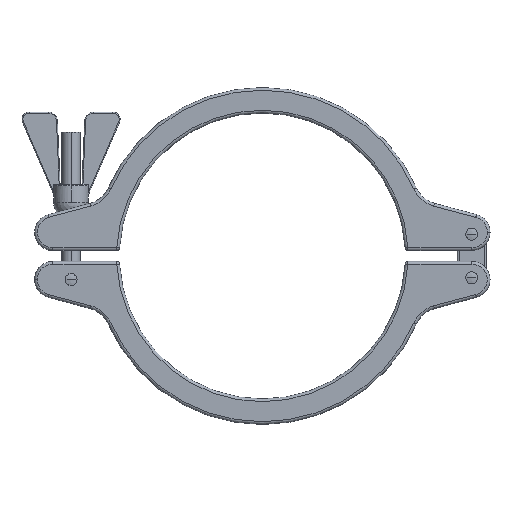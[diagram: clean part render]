
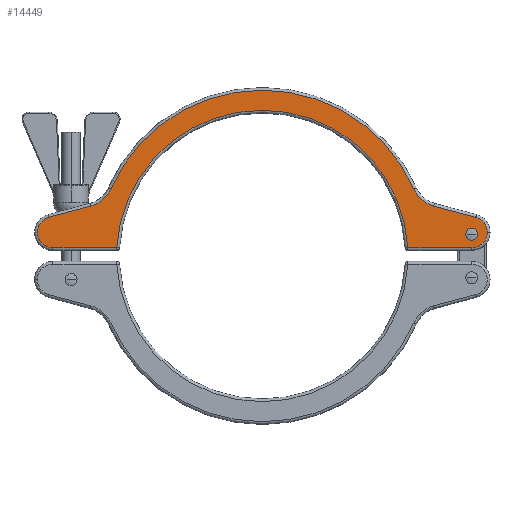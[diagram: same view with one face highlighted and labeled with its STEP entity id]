
A CAD part, top view. The second image highlights one B-rep face of the part: STEP entity #14449.
In plain terms, the highlighted planar face has unit normal (0, 0, 1).
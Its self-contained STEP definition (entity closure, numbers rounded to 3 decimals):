
#151 = CARTESIAN_POINT ( 'NONE',  ( -117.2, 21.21, 12. ) ) ;
#225 = LINE ( 'NONE', #5155, #11215 ) ;
#423 = CARTESIAN_POINT ( 'NONE',  ( 83.278, 36.684, 12. ) ) ;
#461 = LINE ( 'NONE', #6986, #10260 ) ;
#504 = EDGE_CURVE ( 'NONE', #4790, #5766, #3694, .T. ) ;
#645 = EDGE_CURVE ( 'NONE', #9243, #7560, #3974, .T. ) ;
#829 = VECTOR ( 'NONE', #2078, 1000. ) ;
#1067 = AXIS2_PLACEMENT_3D ( 'NONE', #15410, #15330, #6250 ) ;
#1099 = CARTESIAN_POINT ( 'NONE',  ( 123.5, 13., 12. ) ) ;
#1114 = DIRECTION ( 'NONE',  ( 0., 0., -1. ) ) ;
#1343 = ORIENTED_EDGE ( 'NONE', *, *, #10662, .T. ) ;
#1403 = DIRECTION ( 'NONE',  ( 1., 0., 0. ) ) ;
#1445 = ORIENTED_EDGE ( 'NONE', *, *, #12298, .T. ) ;
#1575 = DIRECTION ( 'NONE',  ( 0., 0., 1. ) ) ;
#1671 = CARTESIAN_POINT ( 'NONE',  ( 94.108, 27.398, 12. ) ) ;
#1822 = DIRECTION ( 'NONE',  ( -0.966, 0.259, 0. ) ) ;
#2078 = DIRECTION ( 'NONE',  ( -0.966, -0.259, 0. ) ) ;
#3144 = CIRCLE ( 'NONE', #9894, 16.5 ) ;
#3407 = VECTOR ( 'NONE', #1822, 1000. ) ;
#3410 = CIRCLE ( 'NONE', #14937, 8.5 ) ;
#3512 = VERTEX_POINT ( 'NONE', #9259 ) ;
#3694 = CIRCLE ( 'NONE', #1067, 80. ) ;
#3954 = CIRCLE ( 'NONE', #13344, 8.5 ) ;
#3972 = EDGE_LOOP ( 'NONE', ( #13612, #5570, #1343, #5475, #7562, #1445, #4708, #5364, #6844, #8273, #13678 ) ) ;
#3974 = CIRCLE ( 'NONE', #9626, 91. ) ;
#4060 = CARTESIAN_POINT ( 'NONE',  ( 115., 12., 12. ) ) ;
#4656 = DIRECTION ( 'NONE',  ( 0., 0., -1. ) ) ;
#4697 = CARTESIAN_POINT ( 'NONE',  ( -98.378, 43.336, 12. ) ) ;
#4708 = ORIENTED_EDGE ( 'NONE', *, *, #10477, .T. ) ;
#4790 = VERTEX_POINT ( 'NONE', #13859 ) ;
#4803 = FACE_BOUND ( 'NONE', #7985, .T. ) ;
#4859 = VERTEX_POINT ( 'NONE', #9316 ) ;
#4888 = CIRCLE ( 'NONE', #7293, 16.5 ) ;
#5047 = ORIENTED_EDGE ( 'NONE', *, *, #12579, .F. ) ;
#5099 = VERTEX_POINT ( 'NONE', #5431 ) ;
#5155 = CARTESIAN_POINT ( 'NONE',  ( -78.443, 4.5, 12. ) ) ;
#5364 = ORIENTED_EDGE ( 'NONE', *, *, #645, .T. ) ;
#5431 = CARTESIAN_POINT ( 'NONE',  ( -115., 4.5, 12. ) ) ;
#5475 = ORIENTED_EDGE ( 'NONE', *, *, #9698, .T. ) ;
#5509 = EDGE_CURVE ( 'NONE', #4859, #5677, #5835, .T. ) ;
#5570 = ORIENTED_EDGE ( 'NONE', *, *, #504, .T. ) ;
#5677 = VERTEX_POINT ( 'NONE', #151 ) ;
#5766 = VERTEX_POINT ( 'NONE', #10812 ) ;
#5835 = LINE ( 'NONE', #10990, #829 ) ;
#6117 = DIRECTION ( 'NONE',  ( 0., 0., 1. ) ) ;
#6133 = CARTESIAN_POINT ( 'NONE',  ( 117.2, 21.21, 12. ) ) ;
#6250 = DIRECTION ( 'NONE',  ( 1., 0., 0. ) ) ;
#6490 = CARTESIAN_POINT ( 'NONE',  ( 115., 12., 12. ) ) ;
#6844 = ORIENTED_EDGE ( 'NONE', *, *, #13912, .T. ) ;
#6892 = AXIS2_PLACEMENT_3D ( 'NONE', #4060, #15397, #9017 ) ;
#6986 = CARTESIAN_POINT ( 'NONE',  ( 115., 4.5, 12. ) ) ;
#7004 = CARTESIAN_POINT ( 'NONE',  ( 0., 0., 12. ) ) ;
#7293 = AXIS2_PLACEMENT_3D ( 'NONE', #16224, #4656, #13793 ) ;
#7560 = VERTEX_POINT ( 'NONE', #16233 ) ;
#7562 = ORIENTED_EDGE ( 'NONE', *, *, #13236, .T. ) ;
#7871 = DIRECTION ( 'NONE',  ( 0., 0., 1. ) ) ;
#7904 = DIRECTION ( 'NONE',  ( 1., 0., 0. ) ) ;
#7985 = EDGE_LOOP ( 'NONE', ( #8967, #5047 ) ) ;
#8209 = LINE ( 'NONE', #1671, #3407 ) ;
#8261 = CIRCLE ( 'NONE', #8792, 3.3 ) ;
#8273 = ORIENTED_EDGE ( 'NONE', *, *, #5509, .T. ) ;
#8279 = AXIS2_PLACEMENT_3D ( 'NONE', #12589, #6117, #10572 ) ;
#8792 = AXIS2_PLACEMENT_3D ( 'NONE', #6490, #16556, #10300 ) ;
#8967 = ORIENTED_EDGE ( 'NONE', *, *, #12595, .F. ) ;
#9017 = DIRECTION ( 'NONE',  ( 1., 0., 0. ) ) ;
#9243 = VERTEX_POINT ( 'NONE', #423 ) ;
#9259 = CARTESIAN_POINT ( 'NONE',  ( 111.7, 12., 12. ) ) ;
#9316 = CARTESIAN_POINT ( 'NONE',  ( -94.108, 27.398, 12. ) ) ;
#9422 = DIRECTION ( 'NONE',  ( 0., 0., 1. ) ) ;
#9587 = AXIS2_PLACEMENT_3D ( 'NONE', #9601, #14959, #14707 ) ;
#9601 = CARTESIAN_POINT ( 'NONE',  ( 0., 0., 12. ) ) ;
#9626 = AXIS2_PLACEMENT_3D ( 'NONE', #7004, #1575, #13301 ) ;
#9698 = EDGE_CURVE ( 'NONE', #12557, #14833, #3410, .T. ) ;
#9894 = AXIS2_PLACEMENT_3D ( 'NONE', #4697, #1114, #16432 ) ;
#10260 = VECTOR ( 'NONE', #13280, 1000. ) ;
#10300 = DIRECTION ( 'NONE',  ( 1., 0., 0. ) ) ;
#10393 = CARTESIAN_POINT ( 'NONE',  ( -115., 13., 12. ) ) ;
#10431 = CARTESIAN_POINT ( 'NONE',  ( 115., 13., 12. ) ) ;
#10477 = EDGE_CURVE ( 'NONE', #11578, #9243, #4888, .T. ) ;
#10572 = DIRECTION ( 'NONE',  ( 1., 0., 0. ) ) ;
#10662 = EDGE_CURVE ( 'NONE', #5766, #12557, #461, .T. ) ;
#10683 = CIRCLE ( 'NONE', #6892, 3.3 ) ;
#10757 = VERTEX_POINT ( 'NONE', #13773 ) ;
#10812 = CARTESIAN_POINT ( 'NONE',  ( 79.873, 4.5, 12. ) ) ;
#10834 = VERTEX_POINT ( 'NONE', #6133 ) ;
#10990 = CARTESIAN_POINT ( 'NONE',  ( -117.2, 21.21, 12. ) ) ;
#11199 = PLANE ( 'NONE',  #9587 ) ;
#11215 = VECTOR ( 'NONE', #1403, 1000. ) ;
#11357 = EDGE_CURVE ( 'NONE', #5677, #5099, #3954, .T. ) ;
#11484 = CIRCLE ( 'NONE', #8279, 8.5 ) ;
#11578 = VERTEX_POINT ( 'NONE', #13632 ) ;
#12298 = EDGE_CURVE ( 'NONE', #10834, #11578, #8209, .T. ) ;
#12557 = VERTEX_POINT ( 'NONE', #12880 ) ;
#12572 = EDGE_CURVE ( 'NONE', #5099, #4790, #225, .T. ) ;
#12579 = EDGE_CURVE ( 'NONE', #10757, #3512, #8261, .T. ) ;
#12589 = CARTESIAN_POINT ( 'NONE',  ( 115., 13., 12. ) ) ;
#12595 = EDGE_CURVE ( 'NONE', #3512, #10757, #10683, .T. ) ;
#12649 = DIRECTION ( 'NONE',  ( 1., 0., 0. ) ) ;
#12880 = CARTESIAN_POINT ( 'NONE',  ( 115., 4.5, 12. ) ) ;
#13236 = EDGE_CURVE ( 'NONE', #14833, #10834, #11484, .T. ) ;
#13280 = DIRECTION ( 'NONE',  ( 1., 0., 0. ) ) ;
#13301 = DIRECTION ( 'NONE',  ( 1., 0., 0. ) ) ;
#13344 = AXIS2_PLACEMENT_3D ( 'NONE', #10393, #7871, #12649 ) ;
#13612 = ORIENTED_EDGE ( 'NONE', *, *, #12572, .T. ) ;
#13632 = CARTESIAN_POINT ( 'NONE',  ( 94.108, 27.398, 12. ) ) ;
#13678 = ORIENTED_EDGE ( 'NONE', *, *, #11357, .T. ) ;
#13773 = CARTESIAN_POINT ( 'NONE',  ( 118.3, 12., 12. ) ) ;
#13793 = DIRECTION ( 'NONE',  ( 1., 0., 0. ) ) ;
#13859 = CARTESIAN_POINT ( 'NONE',  ( -79.873, 4.5, 12. ) ) ;
#13912 = EDGE_CURVE ( 'NONE', #7560, #4859, #3144, .T. ) ;
#14449 = ADVANCED_FACE ( 'NONE', ( #16128, #4803 ), #11199, .T. ) ;
#14707 = DIRECTION ( 'NONE',  ( 1., 0., 0. ) ) ;
#14833 = VERTEX_POINT ( 'NONE', #1099 ) ;
#14937 = AXIS2_PLACEMENT_3D ( 'NONE', #10431, #9422, #7904 ) ;
#14959 = DIRECTION ( 'NONE',  ( 0., 0., 1. ) ) ;
#15330 = DIRECTION ( 'NONE',  ( 0., 0., -1. ) ) ;
#15397 = DIRECTION ( 'NONE',  ( 0., 0., 1. ) ) ;
#15410 = CARTESIAN_POINT ( 'NONE',  ( 0., 0., 12. ) ) ;
#16128 = FACE_OUTER_BOUND ( 'NONE', #3972, .T. ) ;
#16224 = CARTESIAN_POINT ( 'NONE',  ( 98.378, 43.336, 12. ) ) ;
#16233 = CARTESIAN_POINT ( 'NONE',  ( -83.278, 36.684, 12. ) ) ;
#16432 = DIRECTION ( 'NONE',  ( 1., 0., 0. ) ) ;
#16556 = DIRECTION ( 'NONE',  ( 0., 0., 1. ) ) ;
